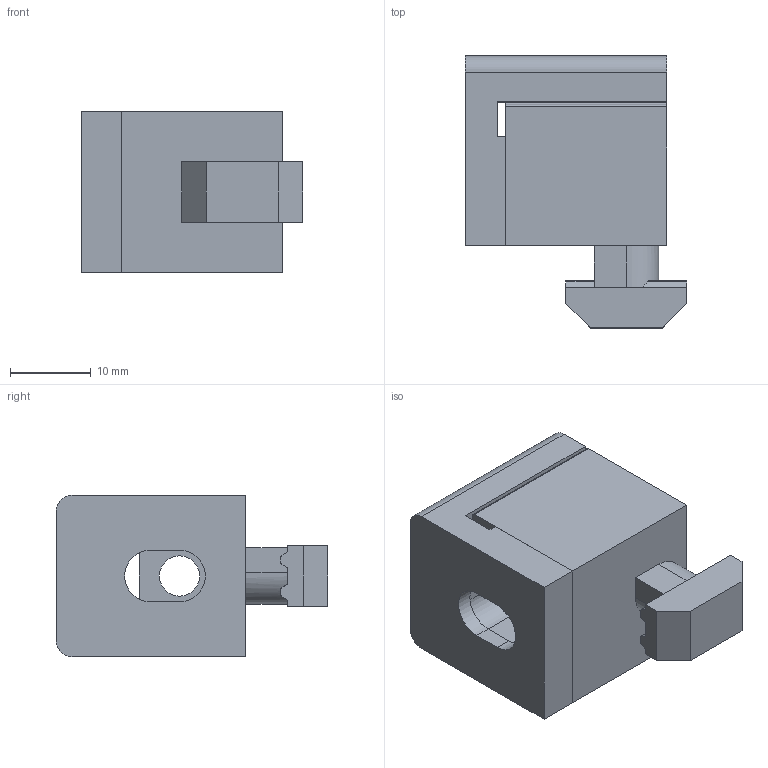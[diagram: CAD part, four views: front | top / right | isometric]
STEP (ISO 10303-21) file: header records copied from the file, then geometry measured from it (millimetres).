
FILE_DESCRIPTION(/* description */ ('STEP AP214'),/* implementation_level */ '2;1');
FILE_NAME(/* name */ '094500M6',/* time_stamp */ '2022-07-14T09:45:19+02:00',/* author */ ('License CC BY-ND 4.0'),/* organization */ ('CADENAS'),/* preprocessor_version */ 'ST-DEVELOPER v18.102',/* originating_system */ 'PARTsolutions',/* authorisation */ ' ');
FILE_SCHEMA (('AUTOMOTIVE_DESIGN {1 0 10303 214 3 1 1}'));
Length unit declared in the file: millimetre
Products named in the file (4): 094500M6; 094500M6-2; 094500M6-3; 094500M6-1
Assembly tree (3 placements, depth 2):
  094500M6
    094500M6-2
    094500M6-3
    094500M6-1
Bounding box: 27.5 x 33.7 x 20 mm (x, y, z)
Volume: 8734.8 mm3; surface area: 7327.2 mm2
Topology: 3 solids, 3 shells, 153 faces, 429 edges, 286 vertices
Faces by surface type: plane 98, cylinder 52, torus 3
Full cylindrical faces by diameter (mm): 5 x1
Entity records: 5102 total; most frequent: CARTESIAN_POINT 943, ORIENTED_EDGE 856, DIRECTION 843, EDGE_CURVE 428, LINE 313, VECTOR 313, VERTEX_POINT 286, AXIS2_PLACEMENT_3D 265
